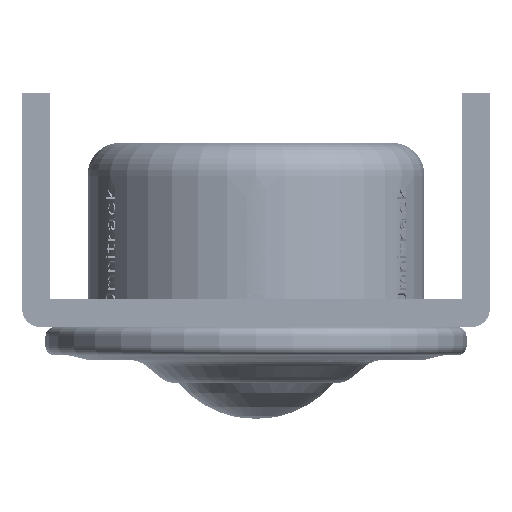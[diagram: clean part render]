
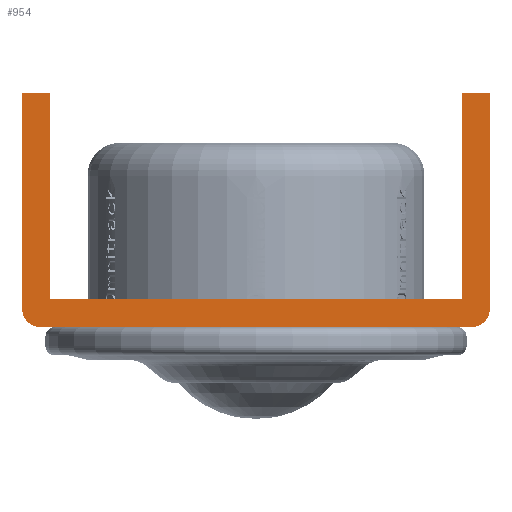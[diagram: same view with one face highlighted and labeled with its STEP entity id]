
A CAD part, front view. The second image highlights one B-rep face of the part: STEP entity #954.
In plain terms, the highlighted planar face has unit normal (0, -1, 0).
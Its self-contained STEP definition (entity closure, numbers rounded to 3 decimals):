
#43=CARTESIAN_POINT('',(-23.,-600.,-23.));
#44=DIRECTION('',(0.,-1.,0.));
#45=DIRECTION('',(-1.,0.,0.));
#46=AXIS2_PLACEMENT_3D('',#43,#44,#45);
#48=DIRECTION('',(0.,0.,1.));
#49=VECTOR('',#48,23.);
#50=CARTESIAN_POINT('',(-25.,-600.,-23.));
#51=LINE('',#50,#49);
#52=DIRECTION('',(1.,0.,0.));
#53=VECTOR('',#52,3.);
#54=CARTESIAN_POINT('',(-25.,-600.,0.));
#55=LINE('',#54,#53);
#56=DIRECTION('',(0.,0.,-1.));
#57=VECTOR('',#56,22.);
#58=CARTESIAN_POINT('',(-22.,-600.,0.));
#59=LINE('',#58,#57);
#60=DIRECTION('',(1.,0.,0.));
#61=VECTOR('',#60,44.);
#62=CARTESIAN_POINT('',(-22.,-600.,-22.));
#63=LINE('',#62,#61);
#64=DIRECTION('',(0.,0.,1.));
#65=VECTOR('',#64,22.);
#66=CARTESIAN_POINT('',(22.,-600.,-22.));
#67=LINE('',#66,#65);
#68=DIRECTION('',(1.,0.,0.));
#69=VECTOR('',#68,3.);
#70=CARTESIAN_POINT('',(22.,-600.,0.));
#71=LINE('',#70,#69);
#72=DIRECTION('',(0.,0.,-1.));
#73=VECTOR('',#72,23.);
#74=CARTESIAN_POINT('',(25.,-600.,0.));
#75=LINE('',#74,#73);
#76=CARTESIAN_POINT('',(23.,-600.,-23.));
#77=DIRECTION('',(0.,-1.,0.));
#78=DIRECTION('',(0.,0.,-1.));
#79=AXIS2_PLACEMENT_3D('',#76,#77,#78);
#81=DIRECTION('',(-1.,0.,0.));
#82=VECTOR('',#81,46.);
#83=CARTESIAN_POINT('',(23.,-600.,-25.));
#84=LINE('',#83,#82);
#697=CARTESIAN_POINT('',(-25.,-600.,0.));
#698=CARTESIAN_POINT('',(-22.,-600.,0.));
#699=VERTEX_POINT('',#697);
#700=VERTEX_POINT('',#698);
#701=CARTESIAN_POINT('',(-22.,-600.,-22.));
#702=VERTEX_POINT('',#701);
#703=CARTESIAN_POINT('',(22.,-600.,-22.));
#704=VERTEX_POINT('',#703);
#705=CARTESIAN_POINT('',(22.,-600.,0.));
#706=VERTEX_POINT('',#705);
#707=CARTESIAN_POINT('',(25.,-600.,0.));
#708=VERTEX_POINT('',#707);
#709=CARTESIAN_POINT('',(23.,-600.,-25.));
#710=CARTESIAN_POINT('',(25.,-600.,-23.));
#711=VERTEX_POINT('',#709);
#712=VERTEX_POINT('',#710);
#717=CARTESIAN_POINT('',(-25.,-600.,-23.));
#718=CARTESIAN_POINT('',(-23.,-600.,-25.));
#719=VERTEX_POINT('',#717);
#720=VERTEX_POINT('',#718);
#928=CARTESIAN_POINT('',(0.,-600.,0.));
#929=DIRECTION('',(0.,1.,0.));
#930=DIRECTION('',(1.,0.,0.));
#931=AXIS2_PLACEMENT_3D('',#928,#929,#930);
#932=PLANE('',#931);
#933=ORIENTED_EDGE('',*,*,#918,.F.);
#935=ORIENTED_EDGE('',*,*,#934,.T.);
#937=ORIENTED_EDGE('',*,*,#936,.T.);
#939=ORIENTED_EDGE('',*,*,#938,.T.);
#941=ORIENTED_EDGE('',*,*,#940,.T.);
#943=ORIENTED_EDGE('',*,*,#942,.T.);
#945=ORIENTED_EDGE('',*,*,#944,.T.);
#947=ORIENTED_EDGE('',*,*,#946,.T.);
#949=ORIENTED_EDGE('',*,*,#948,.F.);
#951=ORIENTED_EDGE('',*,*,#950,.T.);
#952=EDGE_LOOP('',(#933,#935,#937,#939,#941,#943,#945,#947,#949,#951));
#953=FACE_OUTER_BOUND('',#952,.F.);
#954=ADVANCED_FACE('',(#953),#932,.F.);
#47=CIRCLE('',#46,2.);
#80=CIRCLE('',#79,2.);
#918=EDGE_CURVE('',#719,#720,#47,.T.);
#934=EDGE_CURVE('',#719,#699,#51,.T.);
#936=EDGE_CURVE('',#699,#700,#55,.T.);
#938=EDGE_CURVE('',#700,#702,#59,.T.);
#940=EDGE_CURVE('',#702,#704,#63,.T.);
#942=EDGE_CURVE('',#704,#706,#67,.T.);
#944=EDGE_CURVE('',#706,#708,#71,.T.);
#946=EDGE_CURVE('',#708,#712,#75,.T.);
#948=EDGE_CURVE('',#711,#712,#80,.T.);
#950=EDGE_CURVE('',#711,#720,#84,.T.);
